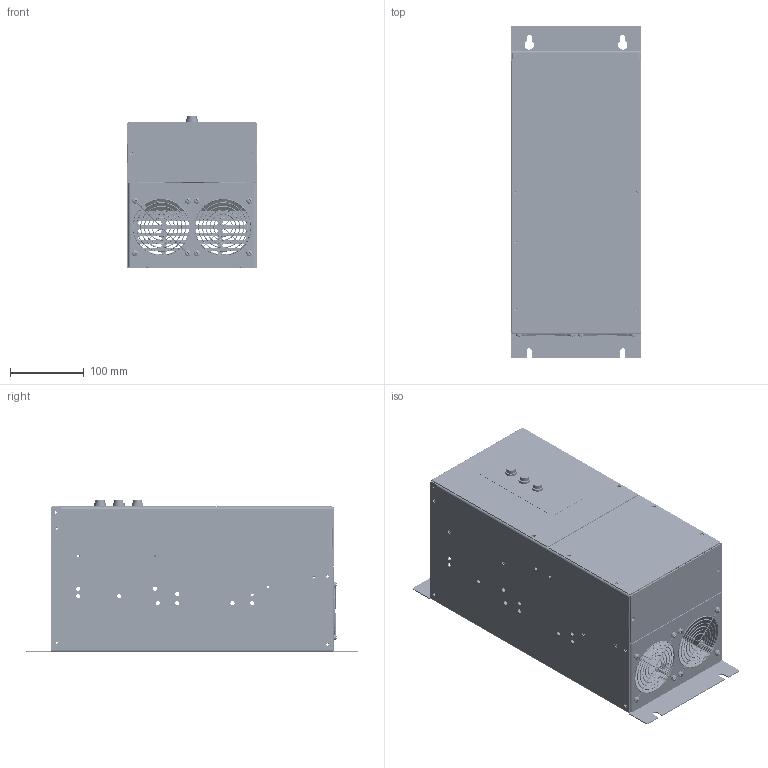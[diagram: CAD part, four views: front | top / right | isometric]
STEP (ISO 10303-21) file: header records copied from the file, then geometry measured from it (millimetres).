
FILE_DESCRIPTION (( 'STEP AP214' ), '1' );
FILE_NAME ('M3452-B7.STEP', '2024-02-21T18:42:27', ( '' ), ( '' ), 'SwSTEP 2.0', 'SolidWorks 2023', '' );
FILE_SCHEMA (( 'AUTOMOTIVE_DESIGN' ));
Length unit declared in the file: inch
Products named in the file (32): FN 3.1-GRILL; TS RW-TS32_2.5; ASB 3452M2C; LBL 3452-FP-BON; FS A70QS125-200-4; MTW 3575-B7T-LCF; self-clinching nut_pmi_PEM CLS-832-2 ---S; MTW 3452-B7-FC; LD NEON-5A; TS RW-SAK2.5; LD L32R-28V-G; MTW 3575-B7T-BDBR; LD INCD-12R; TS RW-AP2.5; pan cross head_ai_CR-PHMS 0.164-32x1.25x1-S; MTW 3575-B7T; MTW 3575-B7T-FC-B; MTW 3575-B7T-UC; self-clinching nut_pmi_PEM CLS-632-2 ---S; machine screw nut hex_ai_MSHXNUT 0.164-32-S-S; FS HOLDR-FSM25E; M3452-B7; MTW 3452-B7-TB; ASB 3452R2F; HEX STANDOFF_#6-32x0.625; MTW 3575-B7T-LC; SUB 3575-B7T-FAN
Assembly tree (80 placements, depth 4):
  M3452-B7
    MTW 3575-B7T
      MTW 3575-B7T
      self-clinching nut_pmi_PEM CLS-632-2 ---S  x6
      self-clinching nut_pmi_PEM CLS-832-2 ---S  x2
    MTW 3575-B7T-BDBR
      MTW 3575-B7T-BDBR
      self-clinching nut_pmi_PEM CLS-832-2 ---S  x4
    SUB 3575-B7T-FAN
      MTW 3575-B7T-LCF
        MTW 3575-B7T-LCF
        self-clinching nut_pmi_PEM CLS-832-2 ---S  x4
      FN 3.1-GRILL  x2
      machine screw nut hex_ai_MSHXNUT 0.164-32-S-S  x8
      pan cross head_ai_CR-PHMS 0.164-32x1.25x1-S  x8
    ASB 3452R2F
    ASB 3452M2C
    HEX STANDOFF_#6-32x0.625  x6
    MTW 3452-B7-FC
    MTW 3452-B7-TB
      MTW 3452-B7-TB
      self-clinching nut_pmi_PEM CLS-632-2 ---S  x4
    MTW 3575-B7T-FC-B
    MTW 3575-B7T-LC
    MTW 3575-B7T-UC
      MTW 3575-B7T-UC
      self-clinching nut_pmi_PEM CLS-632-2 ---S  x4
    TS RW-TS32_2.5
    FS HOLDR-FSM25E  x4
    FS A70QS125-200-4
    TS RW-SAK2.5  x5
    TS RW-AP2.5
    LBL 3452-FP-BON
    LD NEON-5A
    LD INCD-12R
    LD L32R-28V-G
Bounding box: 177.8 x 450.85 x 207.34 mm (x, y, z)
Volume: 976342.2 mm3; surface area: 1025835 mm2
Topology: 85 solids, 85 shells, 9788 faces, 25759 edges, 16284 vertices
Faces by surface type: plane 4411, cylinder 2668, cone 1841, bspline 552, torus 280, sphere 36
Entity records: 146189 total; most frequent: CARTESIAN_POINT 52385, ORIENTED_EDGE 20056, DIRECTION 17704, EDGE_CURVE 10028, VERTEX_POINT 6435, LINE 6092, VECTOR 6092, AXIS2_PLACEMENT_3D 5806
